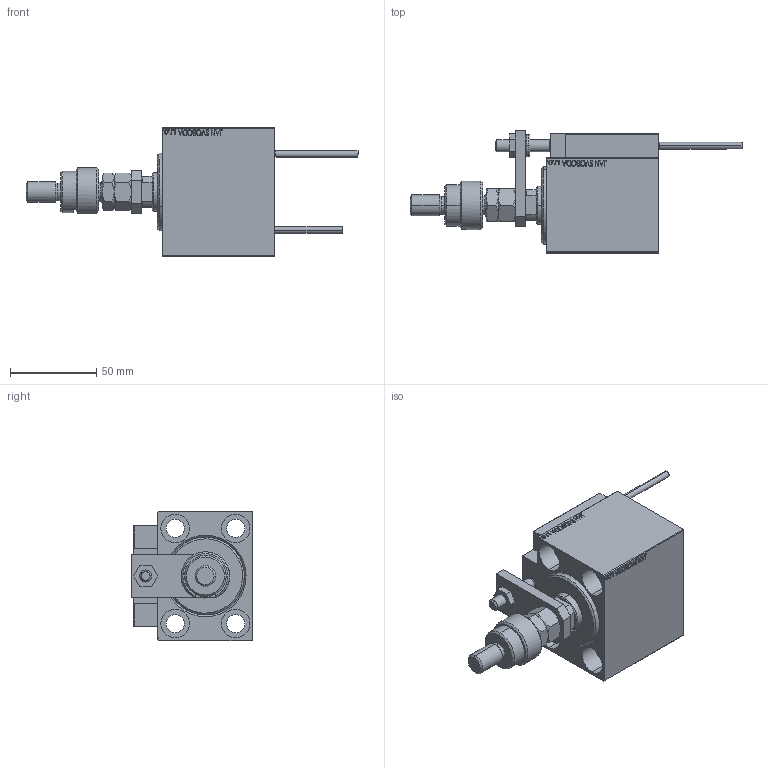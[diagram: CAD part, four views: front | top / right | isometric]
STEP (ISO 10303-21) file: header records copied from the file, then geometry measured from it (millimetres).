
FILE_DESCRIPTION (( 'STEP AP203' ), '1' );
FILE_NAME ('f4f0.STEP', '2022-04-17T10:17:05', ( '' ), ( '' ), 'SwSTEP 2.0', 'SolidWorks 2019', '' );
FILE_SCHEMA (( 'CONFIG_CONTROL_DESIGN' ));
Length unit declared in the file: millimetre
Products named in the file (18): SWITCH DIM B,W 40c5ec7d26cf9cd1c685886116034569; V450CM_C_VCP 40c5ec7d26cf9cd1c685886116034569; ALLEN BOLT D8 40c5ec7d26cf9cd1c685886116034569; TYC_L79 40c5ec7d26cf9cd1c685886116034569; X_Y_DFA 40c5ec7d26cf9cd1c685886116034569; f4f0; ZARAZKA 40c5ec7d26cf9cd1c685886116034569; MFA 40c5ec7d26cf9cd1c685886116034569; ALLEN BOLT D5 40c5ec7d26cf9cd1c685886116034569; MAGNET 40c5ec7d26cf9cd1c685886116034569; SWITCH_X_FRONT_BACK 40c5ec7d26cf9cd1c685886116034569; SWITCH X 40c5ec7d26cf9cd1c685886116034569; V450CM_C_Body 40c5ec7d26cf9cd1c685886116034569; V450CM_VC_B 40c5ec7d26cf9cd1c685886116034569; NUT_D12 40c5ec7d26cf9cd1c685886116034569; Block 40c5ec7d26cf9cd1c685886116034569; KONCOVKA 40c5ec7d26cf9cd1c685886116034569; FEMALE_PART_FOR_DFA 40c5ec7d26cf9cd1c685886116034569
Assembly tree (27 placements, depth 3):
  f4f0
    V450CM_C_Body 40c5ec7d26cf9cd1c685886116034569
    SWITCH X 40c5ec7d26cf9cd1c685886116034569
      SWITCH_X_FRONT_BACK 40c5ec7d26cf9cd1c685886116034569  x2
      TYC_L79 40c5ec7d26cf9cd1c685886116034569
      Block 40c5ec7d26cf9cd1c685886116034569  x2
      ALLEN BOLT D5 40c5ec7d26cf9cd1c685886116034569  x4
      ALLEN BOLT D8 40c5ec7d26cf9cd1c685886116034569  x4
      MAGNET 40c5ec7d26cf9cd1c685886116034569  x2
      KONCOVKA 40c5ec7d26cf9cd1c685886116034569  x2
    NUT_D12 40c5ec7d26cf9cd1c685886116034569
    SWITCH DIM B,W 40c5ec7d26cf9cd1c685886116034569
    ZARAZKA 40c5ec7d26cf9cd1c685886116034569
    V450CM_C_VCP 40c5ec7d26cf9cd1c685886116034569
    V450CM_VC_B 40c5ec7d26cf9cd1c685886116034569
    X_Y_DFA 40c5ec7d26cf9cd1c685886116034569
      FEMALE_PART_FOR_DFA 40c5ec7d26cf9cd1c685886116034569
      MFA 40c5ec7d26cf9cd1c685886116034569
Bounding box: 192 x 70.5 x 75 mm (x, y, z)
Volume: 298091.5 mm3; surface area: 81807.2 mm2
Topology: 25 solids, 25 shells, 1363 faces, 3246 edges, 2063 vertices
Faces by surface type: plane 588, bspline 380, cylinder 197, cone 146, torus 48, sphere 4
Entity records: 52920 total; most frequent: CARTESIAN_POINT 26611, ORIENTED_EDGE 5512, DIRECTION 3830, EDGE_CURVE 2756, VERTEX_POINT 1787, LINE 1538, VECTOR 1538, EDGE_LOOP 1275
